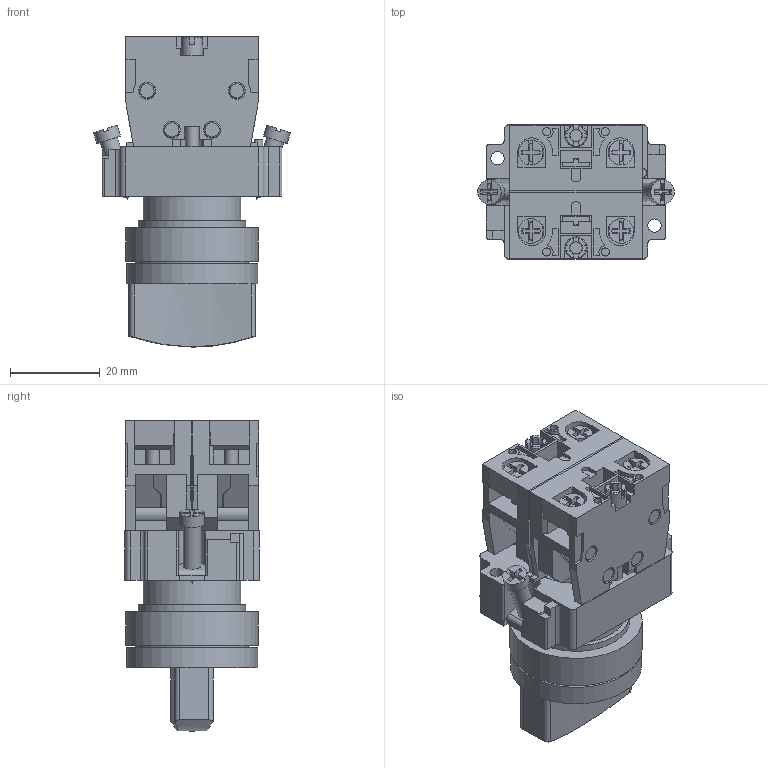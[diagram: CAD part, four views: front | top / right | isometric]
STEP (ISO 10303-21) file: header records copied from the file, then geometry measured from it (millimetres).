
FILE_DESCRIPTION(('STEP AP203'), '1');
FILE_NAME('MTB2-BDF53', '', ('UNSPECIFIED'), ('UNSPECIFIED'), 'C3D Converter', 'C3D Toolkit', '');
FILE_SCHEMA(('CONFIG_CONTROL_DESIGN'));
Length unit declared in the file: millimetre
Products named in the file (4): Основание металл; MTB2-BE блок-контакт
Assembly tree (4 placements, depth 2):
  (unnamed)
    Основание металл
    (unnamed)
    MTB2-BE блок-контакт  x2
Bounding box: 43.81 x 30 x 69.1 mm (x, y, z)
Volume: 36194.7 mm3; surface area: 22999.3 mm2
Topology: 6 solids, 6 shells, 983 faces, 2651 edges, 1757 vertices
Faces by surface type: plane 762, cylinder 181, cone 20, torus 20
Full cylindrical faces by diameter (mm): 1.5 x2, 1.6 x4, 1.8 x4, 2 x5, 2.2 x4, 2.4 x4, 2.5 x2, 2.7 x2, 3 x8, 3.2 x6, 3.5 x4, 3.6 x4, 3.8 x8, 4 x4, 4.8 x2, 5.5 x6, 12.5 x1, 14 x1, 18 x1, 20 x1, 21.8 x1, 22.5 x1, 24 x1, 25 x1, 29.2 x1, 29.5 x1
Entity records: 26726 total; most frequent: CARTESIAN_POINT 4496, ORIENTED_EDGE 3466, DIRECTION 3370, EDGE_CURVE 1733, LINE 1284, VECTOR 1284, VERTEX_POINT 1190, AXIS2_PLACEMENT_3D 1043
